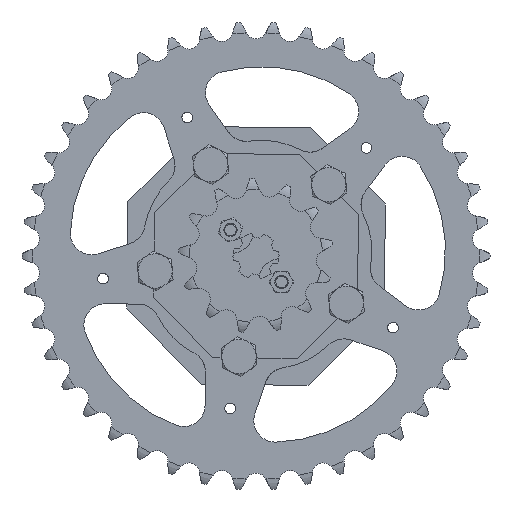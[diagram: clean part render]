
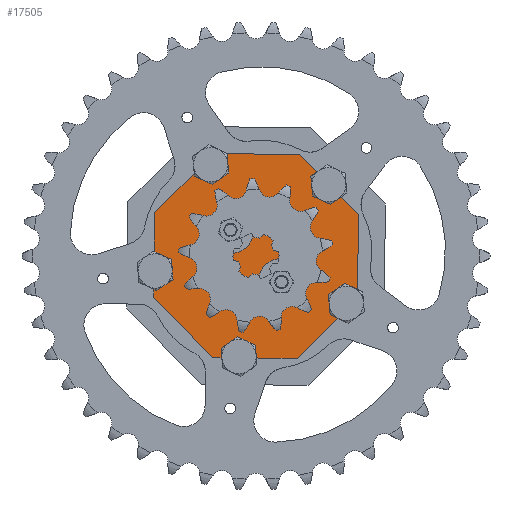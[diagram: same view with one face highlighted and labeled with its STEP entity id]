
A CAD part, front view. The second image highlights one B-rep face of the part: STEP entity #17505.
In plain terms, the highlighted face is planar.
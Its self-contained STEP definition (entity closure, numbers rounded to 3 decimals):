
#3871=CIRCLE('',#19596,4.12);
#3872=CIRCLE('',#19597,4.12);
#3873=CIRCLE('',#19598,5.);
#3874=CIRCLE('',#19599,5.);
#3875=CIRCLE('',#19600,5.);
#3876=CIRCLE('',#19601,5.);
#3877=CIRCLE('',#19602,5.);
#6378=ORIENTED_EDGE('',*,*,#10132,.F.);
#6379=ORIENTED_EDGE('',*,*,#10133,.F.);
#6380=ORIENTED_EDGE('',*,*,#10134,.T.);
#6381=ORIENTED_EDGE('',*,*,#10135,.T.);
#6382=ORIENTED_EDGE('',*,*,#10136,.F.);
#6383=ORIENTED_EDGE('',*,*,#10137,.F.);
#6384=ORIENTED_EDGE('',*,*,#10138,.T.);
#6385=ORIENTED_EDGE('',*,*,#10139,.F.);
#6386=ORIENTED_EDGE('',*,*,#10140,.F.);
#6387=ORIENTED_EDGE('',*,*,#10141,.F.);
#6388=ORIENTED_EDGE('',*,*,#10142,.T.);
#6389=ORIENTED_EDGE('',*,*,#10143,.F.);
#6390=ORIENTED_EDGE('',*,*,#10144,.F.);
#6391=ORIENTED_EDGE('',*,*,#10145,.T.);
#6392=ORIENTED_EDGE('',*,*,#10146,.F.);
#6393=ORIENTED_EDGE('',*,*,#10147,.F.);
#6394=ORIENTED_EDGE('',*,*,#10148,.F.);
#6395=ORIENTED_EDGE('',*,*,#10149,.T.);
#6396=ORIENTED_EDGE('',*,*,#10150,.F.);
#6397=ORIENTED_EDGE('',*,*,#10151,.F.);
#10132=EDGE_CURVE('',#12138,#12138,#3871,.T.);
#10133=EDGE_CURVE('',#12139,#12139,#3872,.T.);
#10134=EDGE_CURVE('',#12140,#12141,#3873,.T.);
#10135=EDGE_CURVE('',#12141,#12142,#13293,.T.);
#10136=EDGE_CURVE('',#12143,#12142,#13294,.T.);
#10137=EDGE_CURVE('',#12144,#12143,#13295,.T.);
#10138=EDGE_CURVE('',#12144,#12145,#3874,.T.);
#10139=EDGE_CURVE('',#12146,#12145,#13296,.T.);
#10140=EDGE_CURVE('',#12147,#12146,#13297,.T.);
#10141=EDGE_CURVE('',#12148,#12147,#13298,.T.);
#10142=EDGE_CURVE('',#12148,#12149,#3875,.T.);
#10143=EDGE_CURVE('',#12150,#12149,#13299,.T.);
#10144=EDGE_CURVE('',#12151,#12150,#13300,.T.);
#10145=EDGE_CURVE('',#12151,#12152,#3876,.T.);
#10146=EDGE_CURVE('',#12153,#12152,#13301,.T.);
#10147=EDGE_CURVE('',#12154,#12153,#13302,.T.);
#10148=EDGE_CURVE('',#12155,#12154,#13303,.T.);
#10149=EDGE_CURVE('',#12155,#12156,#3877,.T.);
#10150=EDGE_CURVE('',#12157,#12156,#13304,.T.);
#10151=EDGE_CURVE('',#12140,#12157,#13305,.T.);
#12138=VERTEX_POINT('',#30234);
#12139=VERTEX_POINT('',#30236);
#12140=VERTEX_POINT('',#30238);
#12141=VERTEX_POINT('',#30239);
#12142=VERTEX_POINT('',#30241);
#12143=VERTEX_POINT('',#30243);
#12144=VERTEX_POINT('',#30245);
#12145=VERTEX_POINT('',#30247);
#12146=VERTEX_POINT('',#30249);
#12147=VERTEX_POINT('',#30251);
#12148=VERTEX_POINT('',#30253);
#12149=VERTEX_POINT('',#30255);
#12150=VERTEX_POINT('',#30257);
#12151=VERTEX_POINT('',#30259);
#12152=VERTEX_POINT('',#30261);
#12153=VERTEX_POINT('',#30263);
#12154=VERTEX_POINT('',#30265);
#12155=VERTEX_POINT('',#30267);
#12156=VERTEX_POINT('',#30269);
#12157=VERTEX_POINT('',#30271);
#13293=LINE('',#30240,#13961);
#13294=LINE('',#30242,#13962);
#13295=LINE('',#30244,#13963);
#13296=LINE('',#30248,#13964);
#13297=LINE('',#30250,#13965);
#13298=LINE('',#30252,#13966);
#13299=LINE('',#30256,#13967);
#13300=LINE('',#30258,#13968);
#13301=LINE('',#30262,#13969);
#13302=LINE('',#30264,#13970);
#13303=LINE('',#30266,#13971);
#13304=LINE('',#30270,#13972);
#13305=LINE('',#30272,#13973);
#13961=VECTOR('',#23539,1000.);
#13962=VECTOR('',#23540,1000.);
#13963=VECTOR('',#23541,1000.);
#13964=VECTOR('',#23544,1000.);
#13965=VECTOR('',#23545,1000.);
#13966=VECTOR('',#23546,1000.);
#13967=VECTOR('',#23549,1000.);
#13968=VECTOR('',#23550,1000.);
#13969=VECTOR('',#23553,1000.);
#13970=VECTOR('',#23554,1000.);
#13971=VECTOR('',#23555,1000.);
#13972=VECTOR('',#23558,1000.);
#13973=VECTOR('',#23559,1000.);
#15021=EDGE_LOOP('',(#6378));
#15022=EDGE_LOOP('',(#6379));
#15023=EDGE_LOOP('',(#6380,#6381,#6382,#6383,#6384,#6385,#6386,#6387,#6388,
#6389,#6390,#6391,#6392,#6393,#6394,#6395,#6396,#6397));
#16187=FACE_BOUND('',#15021,.T.);
#16188=FACE_BOUND('',#15022,.T.);
#16189=FACE_BOUND('',#15023,.T.);
#16935=PLANE('',#19595);
#17505=ADVANCED_FACE('',(#16187,#16188,#16189),#16935,.F.);
#19595=AXIS2_PLACEMENT_3D('',#30232,#23531,#23532);
#19596=AXIS2_PLACEMENT_3D('',#30233,#23533,#23534);
#19597=AXIS2_PLACEMENT_3D('',#30235,#23535,#23536);
#19598=AXIS2_PLACEMENT_3D('',#30237,#23537,#23538);
#19599=AXIS2_PLACEMENT_3D('',#30246,#23542,#23543);
#19600=AXIS2_PLACEMENT_3D('',#30254,#23547,#23548);
#19601=AXIS2_PLACEMENT_3D('',#30260,#23551,#23552);
#19602=AXIS2_PLACEMENT_3D('',#30268,#23556,#23557);
#23531=DIRECTION('',(0.,0.,1.));
#23532=DIRECTION('',(1.,0.,0.));
#23533=DIRECTION('',(0.,0.,-1.));
#23534=DIRECTION('',(1.,0.,0.));
#23535=DIRECTION('',(0.,0.,-1.));
#23536=DIRECTION('',(1.,0.,0.));
#23537=DIRECTION('',(0.,0.,1.));
#23538=DIRECTION('',(0.309,0.951,0.));
#23539=DIRECTION('',(0.423,0.906,0.));
#23540=DIRECTION('',(-0.707,0.707,0.));
#23541=DIRECTION('',(0.,1.,0.));
#23542=DIRECTION('',(0.,0.,1.));
#23543=DIRECTION('',(1.,0.,0.));
#23544=DIRECTION('',(0.,1.,0.));
#23545=DIRECTION('',(0.707,0.707,0.));
#23546=DIRECTION('',(0.423,-0.906,0.));
#23547=DIRECTION('',(0.,0.,1.));
#23548=DIRECTION('',(0.309,-0.951,0.));
#23549=DIRECTION('',(1.,0.,0.));
#23550=DIRECTION('',(0.707,-0.707,0.));
#23551=DIRECTION('',(0.,0.,1.));
#23552=DIRECTION('',(-0.809,-0.588,0.));
#23553=DIRECTION('',(0.707,-0.707,0.));
#23554=DIRECTION('',(0.,-1.,0.));
#23555=DIRECTION('',(-0.707,-0.707,0.));
#23556=DIRECTION('',(0.,0.,1.));
#23557=DIRECTION('',(-0.809,0.588,0.));
#23558=DIRECTION('',(-0.707,-0.707,0.));
#23559=DIRECTION('',(-1.,0.,0.));
#30232=CARTESIAN_POINT('',(0.,0.,0.));
#30233=CARTESIAN_POINT('',(0.,17.,0.));
#30234=CARTESIAN_POINT('',(4.12,17.,0.));
#30235=CARTESIAN_POINT('',(0.,-17.,0.));
#30236=CARTESIAN_POINT('',(4.12,-17.,0.));
#30237=CARTESIAN_POINT('',(14.678,45.175,0.));
#30238=CARTESIAN_POINT('',(10.252,47.5,0.));
#30239=CARTESIAN_POINT('',(19.21,43.062,0.));
#30240=CARTESIAN_POINT('',(19.21,43.062,0.));
#30241=CARTESIAN_POINT('',(20.769,46.406,0.));
#30242=CARTESIAN_POINT('',(47.5,19.675,0.));
#30243=CARTESIAN_POINT('',(47.5,19.675,0.));
#30244=CARTESIAN_POINT('',(47.5,-19.675,0.));
#30245=CARTESIAN_POINT('',(47.5,5.,0.));
#30246=CARTESIAN_POINT('',(47.5,0.,0.));
#30247=CARTESIAN_POINT('',(47.5,-5.,0.));
#30248=CARTESIAN_POINT('',(47.5,-19.675,0.));
#30249=CARTESIAN_POINT('',(47.5,-19.675,0.));
#30250=CARTESIAN_POINT('',(19.675,-47.5,0.));
#30251=CARTESIAN_POINT('',(20.769,-46.406,0.));
#30252=CARTESIAN_POINT('',(19.21,-43.062,0.));
#30253=CARTESIAN_POINT('',(19.21,-43.062,0.));
#30254=CARTESIAN_POINT('',(14.678,-45.175,0.));
#30255=CARTESIAN_POINT('',(10.252,-47.5,0.));
#30256=CARTESIAN_POINT('',(-19.675,-47.5,0.));
#30257=CARTESIAN_POINT('',(-19.675,-47.5,0.));
#30258=CARTESIAN_POINT('',(-47.5,-19.675,0.));
#30259=CARTESIAN_POINT('',(-35.331,-31.845,0.));
#30260=CARTESIAN_POINT('',(-38.428,-27.92,0.));
#30261=CARTESIAN_POINT('',(-42.353,-24.822,0.));
#30262=CARTESIAN_POINT('',(-47.5,-19.675,0.));
#30263=CARTESIAN_POINT('',(-47.5,-19.675,0.));
#30264=CARTESIAN_POINT('',(-47.5,19.675,0.));
#30265=CARTESIAN_POINT('',(-47.5,19.675,0.));
#30266=CARTESIAN_POINT('',(-19.675,47.5,0.));
#30267=CARTESIAN_POINT('',(-42.353,24.822,0.));
#30268=CARTESIAN_POINT('',(-38.428,27.92,0.));
#30269=CARTESIAN_POINT('',(-35.331,31.845,0.));
#30270=CARTESIAN_POINT('',(-19.675,47.5,0.));
#30271=CARTESIAN_POINT('',(-19.675,47.5,0.));
#30272=CARTESIAN_POINT('',(19.675,47.5,0.));
